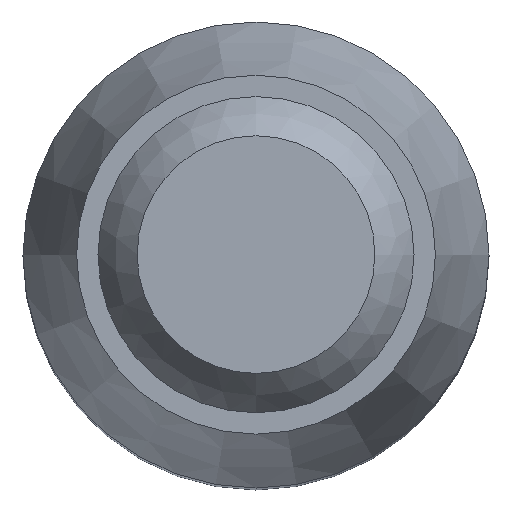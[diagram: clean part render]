
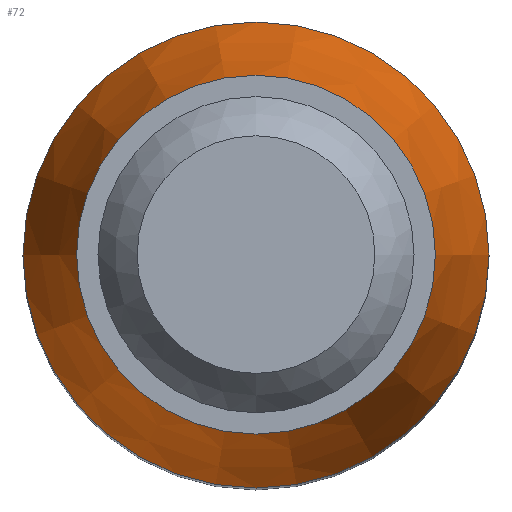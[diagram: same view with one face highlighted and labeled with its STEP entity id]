
A CAD part, top view. The second image highlights one B-rep face of the part: STEP entity #72.
In plain terms, the highlighted conical face has half-angle 15.55 degrees and reference radius 10 mm.
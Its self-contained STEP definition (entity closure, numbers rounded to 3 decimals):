
#72 = ADVANCED_FACE( '', ( #148, #149 ), #150, .T. );
#148 = FACE_BOUND( '', #222, .T. );
#149 = FACE_OUTER_BOUND( '', #223, .T. );
#150 = CONICAL_SURFACE( '', #224, 10., 0.271 );
#222 = EDGE_LOOP( '', ( #354 ) );
#223 = EDGE_LOOP( '', ( #355 ) );
#224 = AXIS2_PLACEMENT_3D( '', #356, #357, #358 );
#354 = ORIENTED_EDGE( '', *, *, #411, .T. );
#355 = ORIENTED_EDGE( '', *, *, #422, .F. );
#356 = CARTESIAN_POINT( '', ( 0., 0., 49.434 ) );
#357 = DIRECTION( '', ( 0., 0., -1. ) );
#358 = DIRECTION( '', ( -1., 0., 0. ) );
#411 = EDGE_CURVE( '', #480, #480, #481, .T. );
#422 = EDGE_CURVE( '', #496, #496, #497, .T. );
#480 = VERTEX_POINT( '', #568 );
#481 = CIRCLE( '', #569, 7.7 );
#496 = VERTEX_POINT( '', #591 );
#497 = CIRCLE( '', #592, 10. );
#568 = CARTESIAN_POINT( '', ( -7.7, 0., 57.7 ) );
#569 = AXIS2_PLACEMENT_3D( '', #656, #657, #658 );
#591 = CARTESIAN_POINT( '', ( -10., 0., 49.434 ) );
#592 = AXIS2_PLACEMENT_3D( '', #666, #667, #668 );
#656 = CARTESIAN_POINT( '', ( 0., 0., 57.7 ) );
#657 = DIRECTION( '', ( 0., 0., -1. ) );
#658 = DIRECTION( '', ( -1., 0., 0. ) );
#666 = CARTESIAN_POINT( '', ( 0., 0., 49.434 ) );
#667 = DIRECTION( '', ( 0., 0., -1. ) );
#668 = DIRECTION( '', ( -1., 0., 0. ) );
